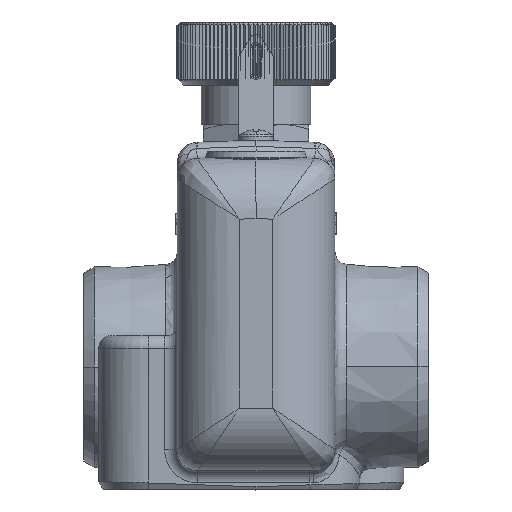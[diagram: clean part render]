
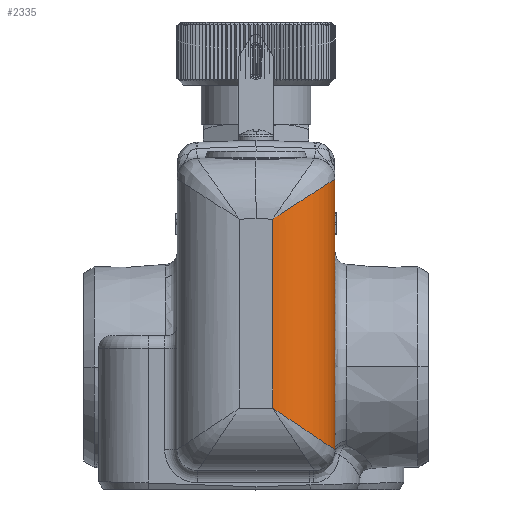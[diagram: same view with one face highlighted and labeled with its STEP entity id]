
A CAD part, top view. The second image highlights one B-rep face of the part: STEP entity #2335.
In plain terms, the highlighted cylindrical face has radius 15 mm (diameter 30 mm), a partial arc.
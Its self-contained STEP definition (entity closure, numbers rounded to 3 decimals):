
#1914 = CYLINDRICAL_SURFACE ( 'NONE', #10544, 15. ) ;
#2335 = ADVANCED_FACE ( 'NONE', ( #37337 ), #1914, .T. ) ;
#3876 = CARTESIAN_POINT ( 'NONE',  ( 4., -20., 118.3 ) ) ;
#5120 =( BOUNDED_CURVE ( )  B_SPLINE_CURVE ( 3, ( #34894, #50649, #36380, #17198 ),
 .UNSPECIFIED., .F., .F. ) 
 B_SPLINE_CURVE_WITH_KNOTS ( ( 4, 4 ),
 ( 0., 1.571 ),
 .UNSPECIFIED. ) 
 CURVE ( )  GEOMETRIC_REPRESENTATION_ITEM ( )  RATIONAL_B_SPLINE_CURVE ( ( 1., 0.805, 0.805, 1. ) ) 
 REPRESENTATION_ITEM ( '' )  );
#5256 = EDGE_CURVE ( 'NONE', #37606, #6574, #18280, .T. ) ;
#6050 = CARTESIAN_POINT ( 'NONE',  ( 19., 45.172, 103.3 ) ) ;
#6574 = VERTEX_POINT ( 'NONE', #21352 ) ;
#9405 = CARTESIAN_POINT ( 'NONE',  ( 4., 35.515, 118.3 ) ) ;
#9843 = EDGE_CURVE ( 'NONE', #6574, #40546, #41342, .T. ) ;
#9852 = CARTESIAN_POINT ( 'NONE',  ( 19., -20., 103.3 ) ) ;
#10356 = VECTOR ( 'NONE', #14394, 1000. ) ;
#10358 = CARTESIAN_POINT ( 'NONE',  ( 4., -10., 118.3 ) ) ;
#10544 = AXIS2_PLACEMENT_3D ( 'NONE', #30081, #17656, #33450 ) ;
#14394 = DIRECTION ( 'NONE',  ( 0., -1., 0. ) ) ;
#14406 = VECTOR ( 'NONE', #35414, 1000. ) ;
#17198 = CARTESIAN_POINT ( 'NONE',  ( 4., 35.515, 118.3 ) ) ;
#17656 = DIRECTION ( 'NONE',  ( 0., 1., 0. ) ) ;
#17852 = CARTESIAN_POINT ( 'NONE',  ( 19., -20., 112.087 ) ) ;
#18280 = LINE ( 'NONE', #26537, #10356 ) ;
#21352 = CARTESIAN_POINT ( 'NONE',  ( 19., -20., 103.3 ) ) ;
#21461 = ORIENTED_EDGE ( 'NONE', *, *, #5256, .F. ) ;
#26243 = EDGE_LOOP ( 'NONE', ( #21461, #35532, #29402, #31891 ) ) ;
#26537 = CARTESIAN_POINT ( 'NONE',  ( 19., -20., 103.3 ) ) ;
#26763 = EDGE_CURVE ( 'NONE', #37606, #40192, #5120, .T. ) ;
#29402 = ORIENTED_EDGE ( 'NONE', *, *, #47721, .F. ) ;
#30081 = CARTESIAN_POINT ( 'NONE',  ( 4., -20., 103.3 ) ) ;
#31891 = ORIENTED_EDGE ( 'NONE', *, *, #9843, .F. ) ;
#33450 = DIRECTION ( 'NONE',  ( -1., 0., 0. ) ) ;
#34894 = CARTESIAN_POINT ( 'NONE',  ( 19., 45.172, 103.3 ) ) ;
#35414 = DIRECTION ( 'NONE',  ( 0., 1., 0. ) ) ;
#35532 = ORIENTED_EDGE ( 'NONE', *, *, #26763, .T. ) ;
#36380 = CARTESIAN_POINT ( 'NONE',  ( 12.787, 41.172, 118.3 ) ) ;
#36434 = LINE ( 'NONE', #3876, #14406 ) ;
#37337 = FACE_OUTER_BOUND ( 'NONE', #26243, .T. ) ;
#37606 = VERTEX_POINT ( 'NONE', #6050 ) ;
#40192 = VERTEX_POINT ( 'NONE', #9405 ) ;
#40546 = VERTEX_POINT ( 'NONE', #42111 ) ;
#41342 =( BOUNDED_CURVE ( )  B_SPLINE_CURVE ( 3, ( #9852, #17852, #45784, #10358 ),
 .UNSPECIFIED., .F., .F. ) 
 B_SPLINE_CURVE_WITH_KNOTS ( ( 4, 4 ),
 ( 3.142, 4.712 ),
 .UNSPECIFIED. ) 
 CURVE ( )  GEOMETRIC_REPRESENTATION_ITEM ( )  RATIONAL_B_SPLINE_CURVE ( ( 1., 0.805, 0.805, 1. ) ) 
 REPRESENTATION_ITEM ( '' )  );
#42111 = CARTESIAN_POINT ( 'NONE',  ( 4., -10., 118.3 ) ) ;
#45784 = CARTESIAN_POINT ( 'NONE',  ( 12.787, -15.858, 118.3 ) ) ;
#47721 = EDGE_CURVE ( 'NONE', #40546, #40192, #36434, .T. ) ;
#50649 = CARTESIAN_POINT ( 'NONE',  ( 19., 45.172, 112.087 ) ) ;
